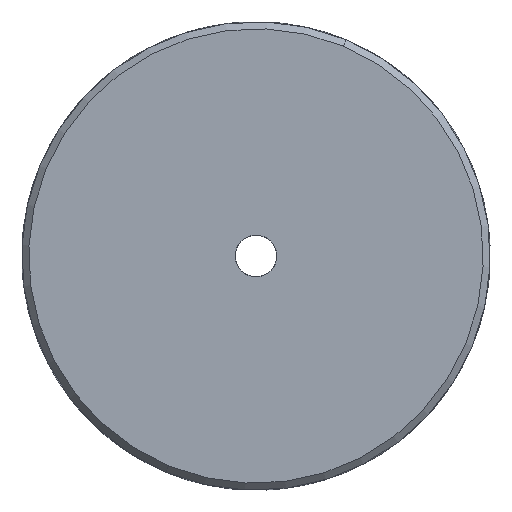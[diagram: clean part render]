
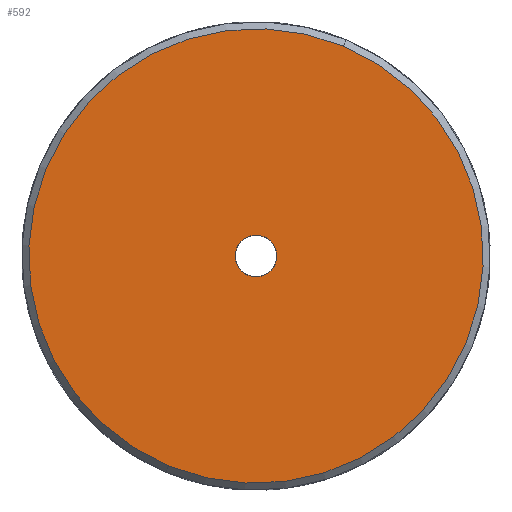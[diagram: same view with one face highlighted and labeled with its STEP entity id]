
A CAD part, left-side view. The second image highlights one B-rep face of the part: STEP entity #592.
In plain terms, the highlighted face is planar.
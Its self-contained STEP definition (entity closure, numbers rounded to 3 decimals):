
#6=CARTESIAN_POINT('',(0.,0.,0.));
#7=DIRECTION('',(0.,0.,1.));
#8=DIRECTION('',(-1.,0.,0.));
#9=AXIS2_PLACEMENT_3D('',#6,#7,#8);
#11=CARTESIAN_POINT('',(0.,0.,0.));
#12=DIRECTION('',(0.,0.,1.));
#13=DIRECTION('',(1.,0.,0.));
#14=AXIS2_PLACEMENT_3D('',#11,#12,#13);
#432=CARTESIAN_POINT('',(0.,0.,0.));
#433=DIRECTION('',(0.,0.,1.));
#434=DIRECTION('',(-1.,0.,0.));
#435=AXIS2_PLACEMENT_3D('',#432,#433,#434);
#441=CARTESIAN_POINT('',(0.,0.,0.));
#442=DIRECTION('',(0.,0.,1.));
#443=DIRECTION('',(1.,0.,0.));
#444=AXIS2_PLACEMENT_3D('',#441,#442,#443);
#455=CARTESIAN_POINT('',(65.5,0.,0.));
#456=CARTESIAN_POINT('',(-65.5,0.,0.));
#457=VERTEX_POINT('',#455);
#458=VERTEX_POINT('',#456);
#481=CARTESIAN_POINT('',(6.,0.,0.));
#482=CARTESIAN_POINT('',(-6.,0.,0.));
#483=VERTEX_POINT('',#481);
#484=VERTEX_POINT('',#482);
#576=CARTESIAN_POINT('',(0.,0.,0.));
#577=DIRECTION('',(0.,0.,1.));
#578=DIRECTION('',(1.,0.,0.));
#579=AXIS2_PLACEMENT_3D('',#576,#577,#578);
#580=PLANE('',#579);
#582=ORIENTED_EDGE('',*,*,#581,.T.);
#583=ORIENTED_EDGE('',*,*,#565,.T.);
#584=EDGE_LOOP('',(#582,#583));
#585=FACE_OUTER_BOUND('',#584,.F.);
#587=ORIENTED_EDGE('',*,*,#586,.F.);
#589=ORIENTED_EDGE('',*,*,#588,.F.);
#590=EDGE_LOOP('',(#587,#589));
#591=FACE_BOUND('',#590,.F.);
#592=ADVANCED_FACE('',(#585,#591),#580,.F.);
#10=CIRCLE('',#9,65.5);
#15=CIRCLE('',#14,65.5);
#436=CIRCLE('',#435,6.);
#445=CIRCLE('',#444,6.);
#565=EDGE_CURVE('',#457,#458,#15,.T.);
#581=EDGE_CURVE('',#458,#457,#10,.T.);
#586=EDGE_CURVE('',#483,#484,#445,.T.);
#588=EDGE_CURVE('',#484,#483,#436,.T.);
